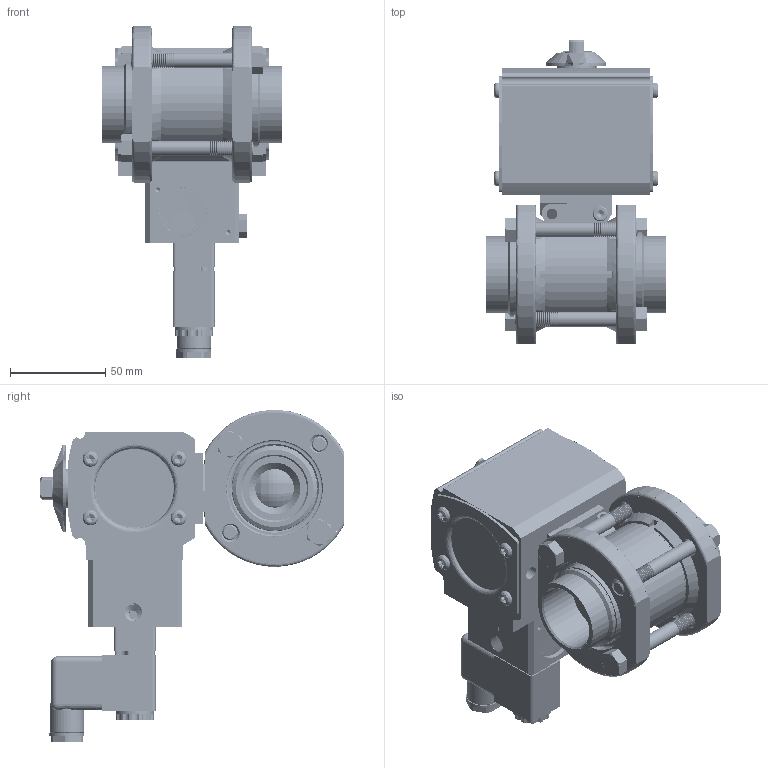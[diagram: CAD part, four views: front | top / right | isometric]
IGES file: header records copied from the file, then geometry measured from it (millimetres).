
Start section: SolidWorks IGES file using analytic representation for surfaces
Global section: file name: 28XXSWSA512D4GPDS.igs; native system: SolidWorks 2018; preprocessor: SolidWorks 2018; author: ryanm; date: 180905.092813; units: inch
Bounding box: 95.15 x 159.47 x 174.57 mm (x, y, z)
Surface area: 201127.8 mm2 (no closed solid volume)
Topology: 0 solids, 0 shells, 4012 faces, 57230 edges, 57045 vertices
Faces by surface type: revolution 2976, bspline 1036
